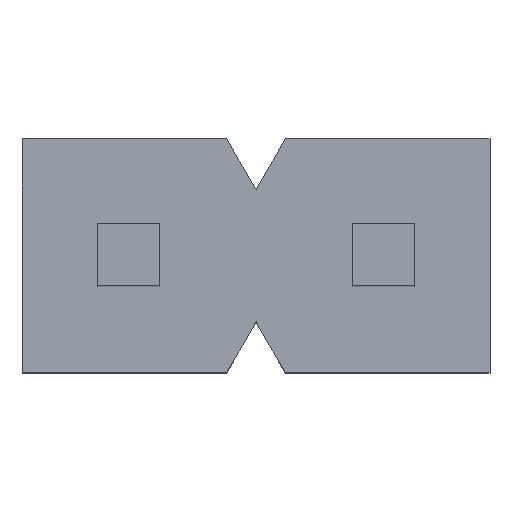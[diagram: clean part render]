
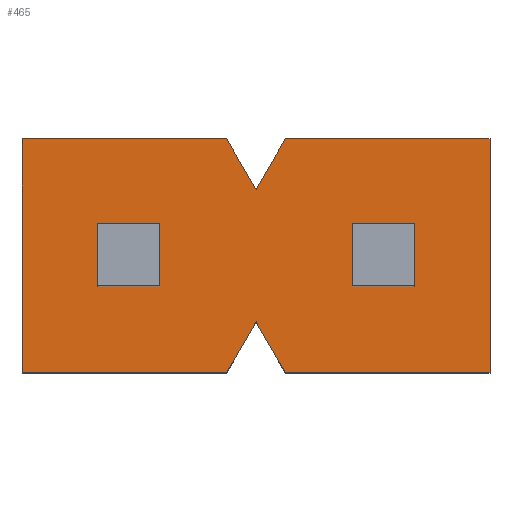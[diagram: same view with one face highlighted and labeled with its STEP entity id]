
A CAD part, top view. The second image highlights one B-rep face of the part: STEP entity #465.
In plain terms, the highlighted planar face has unit normal (0, 0, 1).
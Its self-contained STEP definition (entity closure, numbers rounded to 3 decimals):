
#2=DIRECTION('',(0.5,-0.866,0.));
#3=VECTOR('',#2,0.587);
#4=CARTESIAN_POINT('',(-0.293,1.168,0.));
#5=LINE('',#4,#3);
#6=DIRECTION('',(0.5,0.866,0.));
#7=VECTOR('',#6,0.587);
#8=CARTESIAN_POINT('',(0.,0.66,0.));
#9=LINE('',#8,#7);
#10=DIRECTION('',(1.,0.,0.));
#11=VECTOR('',#10,2.044);
#12=CARTESIAN_POINT('',(0.293,1.168,0.));
#13=LINE('',#12,#11);
#14=DIRECTION('',(0.,-1.,0.));
#15=VECTOR('',#14,2.337);
#16=CARTESIAN_POINT('',(2.337,1.168,0.));
#17=LINE('',#16,#15);
#18=DIRECTION('',(-1.,0.,0.));
#19=VECTOR('',#18,2.044);
#20=CARTESIAN_POINT('',(2.337,-1.168,0.));
#21=LINE('',#20,#19);
#22=DIRECTION('',(-0.5,0.866,0.));
#23=VECTOR('',#22,0.587);
#24=CARTESIAN_POINT('',(0.293,-1.168,0.));
#25=LINE('',#24,#23);
#26=DIRECTION('',(-0.5,-0.866,0.));
#27=VECTOR('',#26,0.587);
#28=CARTESIAN_POINT('',(0.,-0.66,0.));
#29=LINE('',#28,#27);
#30=DIRECTION('',(-1.,0.,0.));
#31=VECTOR('',#30,2.044);
#32=CARTESIAN_POINT('',(-0.293,-1.168,0.));
#33=LINE('',#32,#31);
#34=DIRECTION('',(0.,1.,0.));
#35=VECTOR('',#34,2.337);
#36=CARTESIAN_POINT('',(-2.337,-1.168,0.));
#37=LINE('',#36,#35);
#38=DIRECTION('',(1.,0.,0.));
#39=VECTOR('',#38,2.044);
#40=CARTESIAN_POINT('',(-2.337,1.168,0.));
#41=LINE('',#40,#39);
#42=DIRECTION('',(1.,0.,0.));
#43=VECTOR('',#42,0.622);
#44=CARTESIAN_POINT('',(0.959,-0.311,0.));
#45=LINE('',#44,#43);
#46=DIRECTION('',(0.,1.,0.));
#47=VECTOR('',#46,0.622);
#48=CARTESIAN_POINT('',(1.581,-0.311,0.));
#49=LINE('',#48,#47);
#50=DIRECTION('',(1.,0.,0.));
#51=VECTOR('',#50,0.622);
#52=CARTESIAN_POINT('',(0.959,0.311,0.));
#53=LINE('',#52,#51);
#54=DIRECTION('',(0.,1.,0.));
#55=VECTOR('',#54,0.622);
#56=CARTESIAN_POINT('',(0.959,-0.311,0.));
#57=LINE('',#56,#55);
#58=DIRECTION('',(1.,0.,0.));
#59=VECTOR('',#58,0.622);
#60=CARTESIAN_POINT('',(-1.581,-0.311,0.));
#61=LINE('',#60,#59);
#62=DIRECTION('',(0.,1.,0.));
#63=VECTOR('',#62,0.622);
#64=CARTESIAN_POINT('',(-0.959,-0.311,0.));
#65=LINE('',#64,#63);
#66=DIRECTION('',(1.,0.,0.));
#67=VECTOR('',#66,0.622);
#68=CARTESIAN_POINT('',(-1.581,0.311,0.));
#69=LINE('',#68,#67);
#70=DIRECTION('',(0.,1.,0.));
#71=VECTOR('',#70,0.622);
#72=CARTESIAN_POINT('',(-1.581,-0.311,0.));
#73=LINE('',#72,#71);
#314=CARTESIAN_POINT('',(2.337,1.168,0.));
#315=CARTESIAN_POINT('',(2.337,-1.168,0.));
#316=VERTEX_POINT('',#314);
#317=VERTEX_POINT('',#315);
#318=CARTESIAN_POINT('',(-2.337,-1.168,0.));
#319=CARTESIAN_POINT('',(-2.337,1.168,0.));
#320=VERTEX_POINT('',#318);
#321=VERTEX_POINT('',#319);
#346=CARTESIAN_POINT('',(0.959,-0.311,0.));
#347=CARTESIAN_POINT('',(1.581,-0.311,0.));
#348=VERTEX_POINT('',#346);
#349=VERTEX_POINT('',#347);
#350=CARTESIAN_POINT('',(0.959,0.311,0.));
#351=CARTESIAN_POINT('',(1.581,0.311,0.));
#352=VERTEX_POINT('',#350);
#353=VERTEX_POINT('',#351);
#378=CARTESIAN_POINT('',(-1.581,-0.311,0.));
#379=CARTESIAN_POINT('',(-0.959,-0.311,0.));
#380=VERTEX_POINT('',#378);
#381=VERTEX_POINT('',#379);
#382=CARTESIAN_POINT('',(-1.581,0.311,0.));
#383=CARTESIAN_POINT('',(-0.959,0.311,0.));
#384=VERTEX_POINT('',#382);
#385=VERTEX_POINT('',#383);
#394=CARTESIAN_POINT('',(-0.293,1.168,0.));
#395=CARTESIAN_POINT('',(0.,0.66,0.));
#396=VERTEX_POINT('',#394);
#397=VERTEX_POINT('',#395);
#398=CARTESIAN_POINT('',(0.293,1.168,0.));
#399=VERTEX_POINT('',#398);
#400=CARTESIAN_POINT('',(0.293,-1.168,0.));
#401=CARTESIAN_POINT('',(0.,-0.66,0.));
#402=VERTEX_POINT('',#400);
#403=VERTEX_POINT('',#401);
#404=CARTESIAN_POINT('',(-0.293,-1.168,0.));
#405=VERTEX_POINT('',#404);
#418=CARTESIAN_POINT('',(0.,0.,0.));
#419=DIRECTION('',(0.,0.,1.));
#420=DIRECTION('',(1.,0.,0.));
#421=AXIS2_PLACEMENT_3D('',#418,#419,#420);
#422=PLANE('',#421);
#424=ORIENTED_EDGE('',*,*,#423,.T.);
#426=ORIENTED_EDGE('',*,*,#425,.T.);
#428=ORIENTED_EDGE('',*,*,#427,.T.);
#430=ORIENTED_EDGE('',*,*,#429,.T.);
#432=ORIENTED_EDGE('',*,*,#431,.T.);
#434=ORIENTED_EDGE('',*,*,#433,.T.);
#436=ORIENTED_EDGE('',*,*,#435,.T.);
#438=ORIENTED_EDGE('',*,*,#437,.T.);
#440=ORIENTED_EDGE('',*,*,#439,.T.);
#442=ORIENTED_EDGE('',*,*,#441,.T.);
#443=EDGE_LOOP('',(#424,#426,#428,#430,#432,#434,#436,#438,#440,#442));
#444=FACE_OUTER_BOUND('',#443,.F.);
#446=ORIENTED_EDGE('',*,*,#445,.T.);
#448=ORIENTED_EDGE('',*,*,#447,.T.);
#450=ORIENTED_EDGE('',*,*,#449,.F.);
#452=ORIENTED_EDGE('',*,*,#451,.F.);
#453=EDGE_LOOP('',(#446,#448,#450,#452));
#454=FACE_BOUND('',#453,.F.);
#456=ORIENTED_EDGE('',*,*,#455,.T.);
#458=ORIENTED_EDGE('',*,*,#457,.T.);
#460=ORIENTED_EDGE('',*,*,#459,.F.);
#462=ORIENTED_EDGE('',*,*,#461,.F.);
#463=EDGE_LOOP('',(#456,#458,#460,#462));
#464=FACE_BOUND('',#463,.F.);
#423=EDGE_CURVE('',#396,#397,#5,.T.);
#425=EDGE_CURVE('',#397,#399,#9,.T.);
#427=EDGE_CURVE('',#399,#316,#13,.T.);
#429=EDGE_CURVE('',#316,#317,#17,.T.);
#431=EDGE_CURVE('',#317,#402,#21,.T.);
#433=EDGE_CURVE('',#402,#403,#25,.T.);
#435=EDGE_CURVE('',#403,#405,#29,.T.);
#437=EDGE_CURVE('',#405,#320,#33,.T.);
#439=EDGE_CURVE('',#320,#321,#37,.T.);
#441=EDGE_CURVE('',#321,#396,#41,.T.);
#445=EDGE_CURVE('',#348,#349,#45,.T.);
#447=EDGE_CURVE('',#349,#353,#49,.T.);
#449=EDGE_CURVE('',#352,#353,#53,.T.);
#451=EDGE_CURVE('',#348,#352,#57,.T.);
#455=EDGE_CURVE('',#380,#381,#61,.T.);
#457=EDGE_CURVE('',#381,#385,#65,.T.);
#459=EDGE_CURVE('',#384,#385,#69,.T.);
#461=EDGE_CURVE('',#380,#384,#73,.T.);
#465=ADVANCED_FACE('',(#444,#454,#464),#422,.T.);
